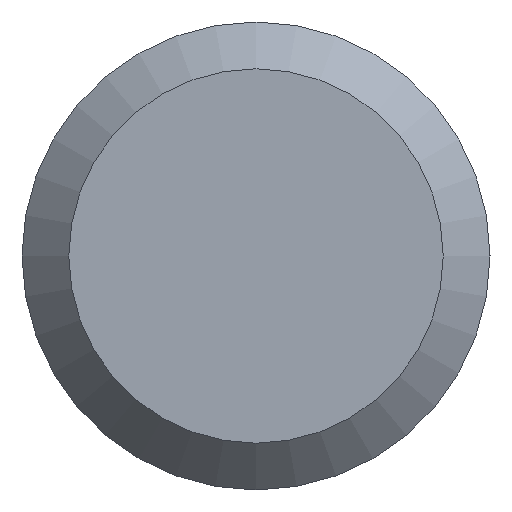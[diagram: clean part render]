
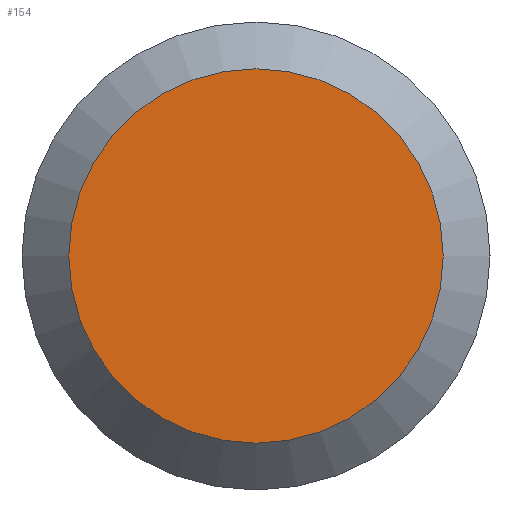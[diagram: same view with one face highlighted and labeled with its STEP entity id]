
A CAD part, left-side view. The second image highlights one B-rep face of the part: STEP entity #154.
In plain terms, the highlighted planar face has unit normal (-1, 0, 0).
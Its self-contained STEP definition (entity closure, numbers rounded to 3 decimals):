
#9 = CARTESIAN_POINT ( 'NONE',  ( 0., 0., 0. ) ) ;
#45 = AXIS2_PLACEMENT_3D ( 'NONE', #9, #153, #133 ) ;
#51 = CARTESIAN_POINT ( 'NONE',  ( 0., 0., 0. ) ) ;
#127 = ORIENTED_EDGE ( 'NONE', *, *, #176, .F. ) ;
#133 = DIRECTION ( 'NONE',  ( 0., -1., 0. ) ) ;
#137 = AXIS2_PLACEMENT_3D ( 'NONE', #51, #192, #209 ) ;
#153 = DIRECTION ( 'NONE',  ( -1., 0., 0. ) ) ;
#154 = ADVANCED_FACE ( 'NONE', ( #158 ), #174, .T. ) ;
#158 = FACE_OUTER_BOUND ( 'NONE', #160, .T. ) ;
#160 = EDGE_LOOP ( 'NONE', ( #127 ) ) ;
#174 = PLANE ( 'NONE',  #45 ) ;
#176 = EDGE_CURVE ( 'NONE', #181, #181, #198, .T. ) ;
#181 = VERTEX_POINT ( 'NONE', #216 ) ;
#192 = DIRECTION ( 'NONE',  ( 1., 0., 0. ) ) ;
#198 = CIRCLE ( 'NONE', #137, 2.4 ) ;
#209 = DIRECTION ( 'NONE',  ( 0., 1., 0. ) ) ;
#216 = CARTESIAN_POINT ( 'NONE',  ( 0., 2.4, 0. ) ) ;
